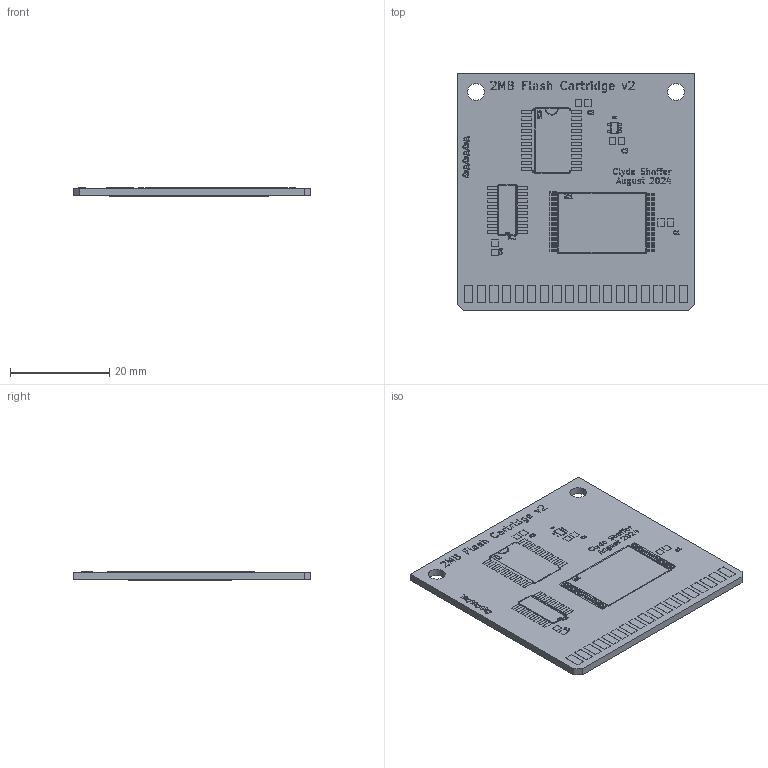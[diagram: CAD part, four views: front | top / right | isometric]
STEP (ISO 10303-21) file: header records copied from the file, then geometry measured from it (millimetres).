
FILE_DESCRIPTION(('KiCad electronic assembly'),'2;1');
FILE_NAME('FlashCardBanked2M.step','2025-09-17T16:28:22',('Pcbnew'),( 'Kicad'),'Open CASCADE STEP processor 7.9','KiCad to STEP converter' ,'Unknown');
FILE_SCHEMA(('AUTOMOTIVE_DESIGN { 1 0 10303 214 1 1 1 1 }'));
Length unit declared in the file: millimetre
Products named in the file (4): FlashCardBanked2M 1; FlashCardBanked2M_pad; FlashCardBanked2M_silkscreen; FlashCardBanked2M_PCB
Assembly tree (3 placements, depth 2):
  FlashCardBanked2M 1
    FlashCardBanked2M_pad
    FlashCardBanked2M_silkscreen
    FlashCardBanked2M_PCB
Bounding box: 47.9 x 47.9 x 1.66 mm (x, y, z)
Volume: 3446.9 mm3; surface area: 5576.3 mm2
Topology: 134 solids, 213 shells, 907 faces, 5071 edges, 4511 vertices
Faces by surface type: plane 885, cylinder 22
Full cylindrical faces by diameter (mm): 3.4 x2
Entity records: 51316 total; most frequent: CARTESIAN_POINT 10493, DIRECTION 7348, ORIENTED_EDGE 6751, EDGE_CURVE 5071, LINE 4616, VECTOR 4616, VERTEX_POINT 4511, AXIS2_PLACEMENT_3D 1366
